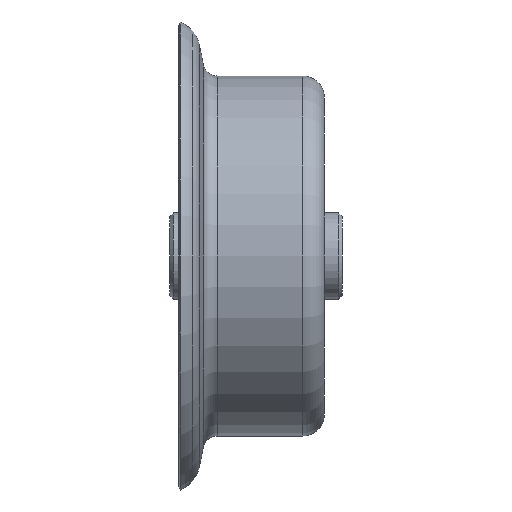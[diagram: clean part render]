
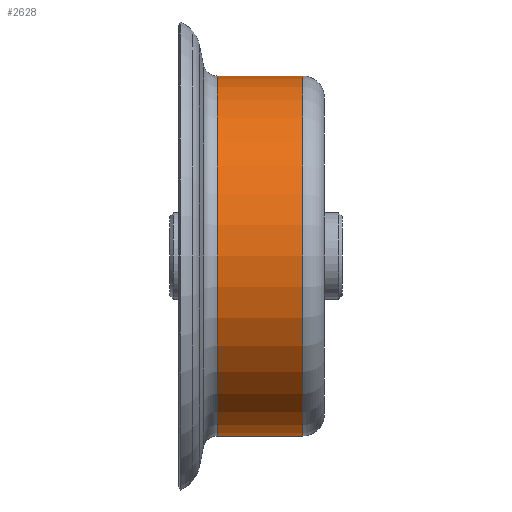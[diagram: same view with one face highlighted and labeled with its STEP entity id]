
A CAD part, front view. The second image highlights one B-rep face of the part: STEP entity #2628.
In plain terms, the highlighted cylindrical face has radius 25 mm (diameter 50 mm), a partial arc.
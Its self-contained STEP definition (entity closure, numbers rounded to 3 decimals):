
#17 = AXIS2_PLACEMENT_3D ( 'NONE', #1086, #3169, #3258 ) ;
#43 = DIRECTION ( 'NONE',  ( 1., 0., 0. ) ) ;
#89 = EDGE_CURVE ( 'NONE', #812, #2496, #1031, .T. ) ;
#141 = ORIENTED_EDGE ( 'NONE', *, *, #2393, .F. ) ;
#320 = DIRECTION ( 'NONE',  ( -1., 0., 0. ) ) ;
#599 = VECTOR ( 'NONE', #320, 1000. ) ;
#693 = EDGE_LOOP ( 'NONE', ( #141, #2364, #1081, #771 ) ) ;
#771 = ORIENTED_EDGE ( 'NONE', *, *, #1144, .T. ) ;
#777 = CARTESIAN_POINT ( 'NONE',  ( -82.667, 0., 0. ) ) ;
#812 = VERTEX_POINT ( 'NONE', #3285 ) ;
#1031 = CIRCLE ( 'NONE', #17, 25. ) ;
#1081 = ORIENTED_EDGE ( 'NONE', *, *, #2125, .T. ) ;
#1086 = CARTESIAN_POINT ( 'NONE',  ( 6.5, 0., 0. ) ) ;
#1140 = DIRECTION ( 'NONE',  ( -1., 0., 0. ) ) ;
#1144 = EDGE_CURVE ( 'NONE', #2811, #4482, #4593, .T. ) ;
#1654 = LINE ( 'NONE', #1724, #599 ) ;
#1724 = CARTESIAN_POINT ( 'NONE',  ( -82.667, 0., 25. ) ) ;
#1772 = CARTESIAN_POINT ( 'NONE',  ( -5.36, 0., -25. ) ) ;
#1867 = AXIS2_PLACEMENT_3D ( 'NONE', #2163, #43, #2491 ) ;
#2045 = DIRECTION ( 'NONE',  ( -1., 0., 0. ) ) ;
#2125 = EDGE_CURVE ( 'NONE', #2496, #2811, #1654, .T. ) ;
#2163 = CARTESIAN_POINT ( 'NONE',  ( -5.36, 0., 0. ) ) ;
#2364 = ORIENTED_EDGE ( 'NONE', *, *, #89, .T. ) ;
#2381 = FACE_OUTER_BOUND ( 'NONE', #693, .T. ) ;
#2393 = EDGE_CURVE ( 'NONE', #812, #4482, #3378, .T. ) ;
#2427 = CARTESIAN_POINT ( 'NONE',  ( 6.5, 0., 25. ) ) ;
#2491 = DIRECTION ( 'NONE',  ( 0., 0., 1. ) ) ;
#2496 = VERTEX_POINT ( 'NONE', #2427 ) ;
#2628 = ADVANCED_FACE ( 'NONE', ( #2381 ), #4176, .T. ) ;
#2810 = AXIS2_PLACEMENT_3D ( 'NONE', #777, #1140, #3594 ) ;
#2811 = VERTEX_POINT ( 'NONE', #3469 ) ;
#3169 = DIRECTION ( 'NONE',  ( -1., 0., 0. ) ) ;
#3258 = DIRECTION ( 'NONE',  ( 0., 0., 1. ) ) ;
#3275 = VECTOR ( 'NONE', #2045, 1000. ) ;
#3285 = CARTESIAN_POINT ( 'NONE',  ( 6.5, 0., -25. ) ) ;
#3378 = LINE ( 'NONE', #4516, #3275 ) ;
#3469 = CARTESIAN_POINT ( 'NONE',  ( -5.36, 0., 25. ) ) ;
#3594 = DIRECTION ( 'NONE',  ( 0., 0., 1. ) ) ;
#4176 = CYLINDRICAL_SURFACE ( 'NONE', #2810, 25. ) ;
#4482 = VERTEX_POINT ( 'NONE', #1772 ) ;
#4516 = CARTESIAN_POINT ( 'NONE',  ( -82.667, 0., -25. ) ) ;
#4593 = CIRCLE ( 'NONE', #1867, 25. ) ;
